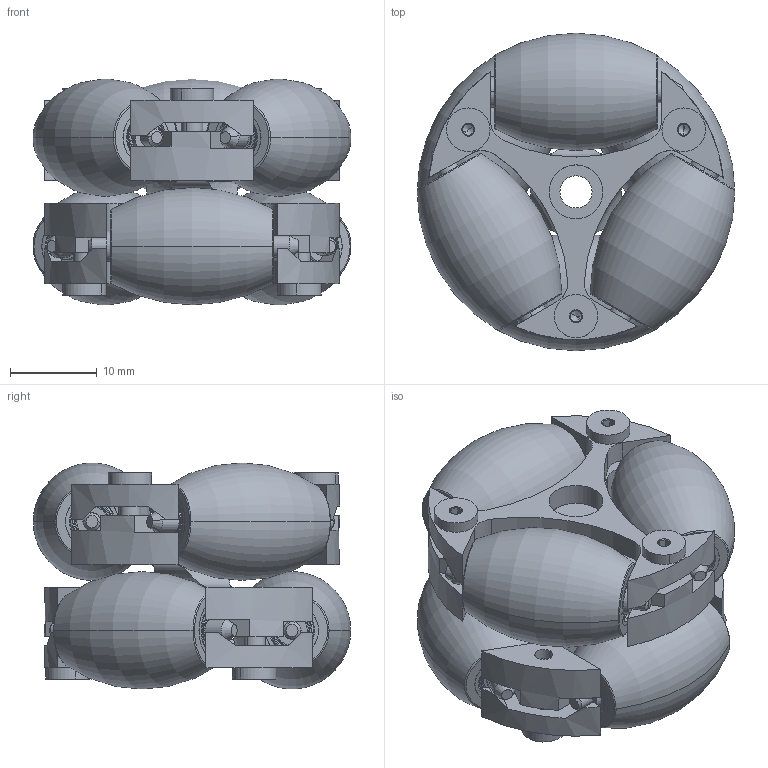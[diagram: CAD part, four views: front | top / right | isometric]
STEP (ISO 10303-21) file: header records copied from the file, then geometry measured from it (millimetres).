
FILE_DESCRIPTION (( 'STEP AP214' ), '1' );
FILE_NAME ('Omni wheel.STEP', '2014-08-04T21:27:32', ( 'John' ), ( '' ), 'SwSTEP 2.0', 'SolidWorks 2014', '' );
FILE_SCHEMA (( 'AUTOMOTIVE_DESIGN' ));
Length unit declared in the file: millimetre
Products named in the file (8): Omni wheel; BN 1206 3555976 hexagon socket head cap screw M2_5x8_Stahl ~010_9; Cale; SKF W638-2-2Z; Omi_wheel_Flasque; Gallet; Axe_gallet; Omi_wheel_Support
Assembly tree (39 placements, depth 2):
  Omni wheel
    Omi_wheel_Support
    Axe_gallet  x6
    Gallet  x6
    Omi_wheel_Flasque  x2
    SKF W638-2-2Z  x12
    Cale  x6
    BN 1206 3555976 hexagon socket head cap screw M2_5x8_Stahl ~010_9  x6
Bounding box: 36.57 x 36.5 x 25.96 mm (x, y, z)
Volume: 15707.8 mm3; surface area: 22293.5 mm2
Topology: 165 solids, 165 shells, 1698 faces, 3790 edges, 2284 vertices
Faces by surface type: cylinder 502, cone 350, plane 348, torus 330, sphere 168
Entity records: 10640 total; most frequent: DIRECTION 1723, CARTESIAN_POINT 1677, ORIENTED_EDGE 1398, AXIS2_PLACEMENT_3D 713, EDGE_CURVE 699, VERTEX_POINT 443, CIRCLE 372, EDGE_LOOP 342
